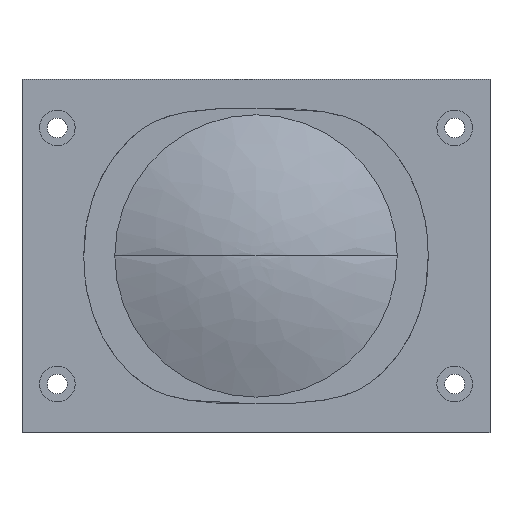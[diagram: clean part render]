
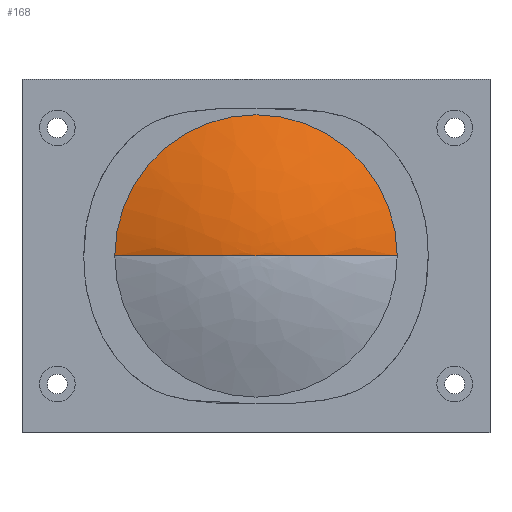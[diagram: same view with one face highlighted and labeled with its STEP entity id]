
A CAD part, top view. The second image highlights one B-rep face of the part: STEP entity #168.
In plain terms, the highlighted free-form (B-spline) face has degree [3, 3] with [4, 4] control points.
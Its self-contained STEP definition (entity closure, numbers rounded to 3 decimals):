
#106 = CARTESIAN_POINT ( 'NONE',  ( -10.615, 21.23, 24. ) ) ;
#119 = ORIENTED_EDGE ( 'NONE', *, *, #1732, .F. ) ;
#120 = CARTESIAN_POINT ( 'NONE',  ( 0., 0., 16.709 ) ) ;
#125 = CARTESIAN_POINT ( 'NONE',  ( 31.979, 63.958, 16.709 ) ) ;
#168 = ADVANCED_FACE ( 'NONE', ( #1230 ), #1584, .T. ) ;
#173 = DIRECTION ( 'NONE',  ( 0., 1., 0. ) ) ;
#189 = EDGE_CURVE ( 'NONE', #217, #2299, #863, .T. ) ;
#217 = VERTEX_POINT ( 'NONE', #754 ) ;
#287 = CARTESIAN_POINT ( 'NONE',  ( 10.615, 0., 24. ) ) ;
#357 = CARTESIAN_POINT ( 'NONE',  ( 31.979, 0., 16.709 ) ) ;
#412 = CARTESIAN_POINT ( 'NONE',  ( 0., 0., 24. ) ) ;
#616 = CARTESIAN_POINT ( 'NONE',  ( 0., 0., 24. ) ) ;
#626 = CARTESIAN_POINT ( 'NONE',  ( 18.655, 37.31, 21.612 ) ) ;
#711 = VERTEX_POINT ( 'NONE', #357 ) ;
#754 = CARTESIAN_POINT ( 'NONE',  ( -31.979, 0., 16.709 ) ) ;
#775 = CARTESIAN_POINT ( 'NONE',  ( 31.979, 0., 16.709 ) ) ;
#796 = CARTESIAN_POINT ( 'NONE',  ( -10.615, 0., 24. ) ) ;
#810 = CARTESIAN_POINT ( 'NONE',  ( -31.979, 63.958, 16.709 ) ) ;
#828 = EDGE_LOOP ( 'NONE', ( #119, #2059, #1063 ) ) ;
#863 = B_SPLINE_CURVE_WITH_KNOTS ( 'NONE', 3,
 ( #1845, #1152, #1326, #2199 ),
 .UNSPECIFIED., .F., .F.,
 ( 4, 4 ),
 ( 0.018, 1. ),
 .UNSPECIFIED. ) ;
#955 = AXIS2_PLACEMENT_3D ( 'NONE', #120, #1470, #173 ) ;
#973 = CARTESIAN_POINT ( 'NONE',  ( 10.615, 21.23, 24. ) ) ;
#986 = CARTESIAN_POINT ( 'NONE',  ( -18.655, 0., 21.612 ) ) ;
#988 = CARTESIAN_POINT ( 'NONE',  ( 0., 0., 24. ) ) ;
#1051 = CARTESIAN_POINT ( 'NONE',  ( 10.615, 0., 24. ) ) ;
#1063 = ORIENTED_EDGE ( 'NONE', *, *, #1101, .F. ) ;
#1101 = EDGE_CURVE ( 'NONE', #711, #2299, #1233, .T. ) ;
#1152 = CARTESIAN_POINT ( 'NONE',  ( -18.655, 0., 21.612 ) ) ;
#1164 = CARTESIAN_POINT ( 'NONE',  ( 0., 0., 24. ) ) ;
#1230 = FACE_OUTER_BOUND ( 'NONE', #828, .T. ) ;
#1233 = B_SPLINE_CURVE_WITH_KNOTS ( 'NONE', 3,
 ( #775, #2243, #1051, #412 ),
 .UNSPECIFIED., .F., .F.,
 ( 4, 4 ),
 ( 0.018, 1. ),
 .UNSPECIFIED. ) ;
#1326 = CARTESIAN_POINT ( 'NONE',  ( -10.615, 0., 24. ) ) ;
#1339 = CARTESIAN_POINT ( 'NONE',  ( 0., 0., 24. ) ) ;
#1470 = DIRECTION ( 'NONE',  ( 0., 0., -1. ) ) ;
#1514 = CARTESIAN_POINT ( 'NONE',  ( 18.655, 0., 21.612 ) ) ;
#1559 = CIRCLE ( 'NONE', #955, 31.979 ) ;
#1584 =( BOUNDED_SURFACE ( )  B_SPLINE_SURFACE ( 3, 3, ( 
 ( #2239, #810, #125, #1694 ),
 ( #986, #2041, #626, #1514 ),
 ( #796, #106, #973, #287 ),
 ( #1164, #1339, #616, #2211 ) ),
 .UNSPECIFIED., .F., .F., .T. ) 
 B_SPLINE_SURFACE_WITH_KNOTS ( ( 4, 4 ),
 ( 4, 4 ),
 ( 0.018, 1. ),
 ( 0., 1. ),
 .UNSPECIFIED. ) 
 GEOMETRIC_REPRESENTATION_ITEM ( )  RATIONAL_B_SPLINE_SURFACE ( (
 ( 1., 0.333, 0.333, 1.),
 ( 1., 0.333, 0.333, 1.),
 ( 1., 0.333, 0.333, 1.),
 ( 1., 0.333, 0.333, 1.) ) ) 
 REPRESENTATION_ITEM ( '' )  SURFACE ( )  );
#1694 = CARTESIAN_POINT ( 'NONE',  ( 31.979, 0., 16.709 ) ) ;
#1732 = EDGE_CURVE ( 'NONE', #217, #711, #1559, .T. ) ;
#1845 = CARTESIAN_POINT ( 'NONE',  ( -31.979, 0., 16.709 ) ) ;
#2041 = CARTESIAN_POINT ( 'NONE',  ( -18.655, 37.31, 21.612 ) ) ;
#2059 = ORIENTED_EDGE ( 'NONE', *, *, #189, .T. ) ;
#2199 = CARTESIAN_POINT ( 'NONE',  ( 0., 0., 24. ) ) ;
#2211 = CARTESIAN_POINT ( 'NONE',  ( 0., 0., 24. ) ) ;
#2239 = CARTESIAN_POINT ( 'NONE',  ( -31.979, 0., 16.709 ) ) ;
#2243 = CARTESIAN_POINT ( 'NONE',  ( 18.655, 0., 21.612 ) ) ;
#2299 = VERTEX_POINT ( 'NONE', #988 ) ;
